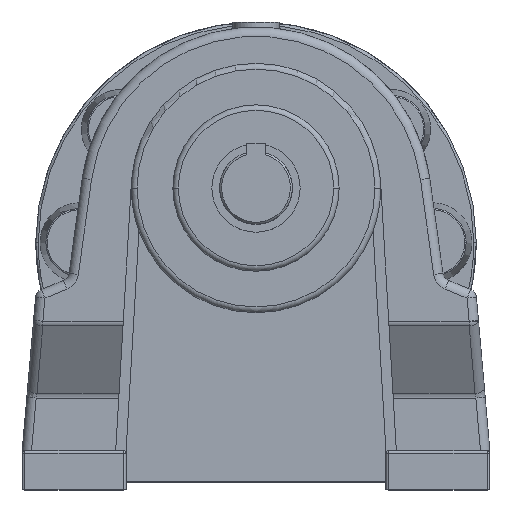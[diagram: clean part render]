
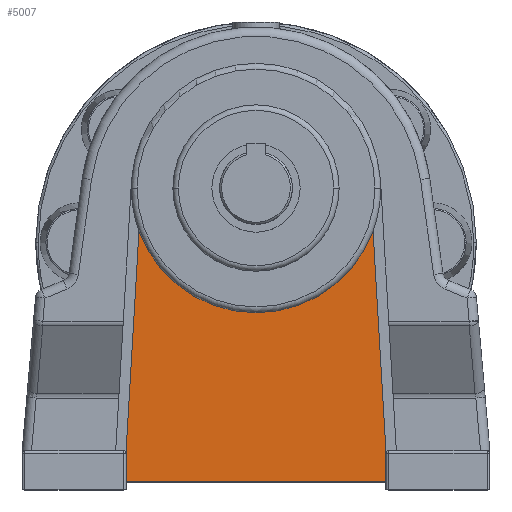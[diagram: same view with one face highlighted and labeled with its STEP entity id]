
A CAD part, top view. The second image highlights one B-rep face of the part: STEP entity #5007.
In plain terms, the highlighted planar face has unit normal (0, 0, 1).
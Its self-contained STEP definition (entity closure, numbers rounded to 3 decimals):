
#234 = EDGE_CURVE ( 'NONE', #7326, #5661, #6621, .T. ) ;
#551 = VECTOR ( 'NONE', #1972, 1000. ) ;
#683 = CARTESIAN_POINT ( 'NONE',  ( -50., -113., -10.417 ) ) ;
#793 = FACE_OUTER_BOUND ( 'NONE', #3709, .T. ) ;
#1000 = CARTESIAN_POINT ( 'NONE',  ( 50., -113., -10.417 ) ) ;
#1142 = CARTESIAN_POINT ( 'NONE',  ( 0., 0., -10.417 ) ) ;
#1268 = ORIENTED_EDGE ( 'NONE', *, *, #6688, .T. ) ;
#1349 = CARTESIAN_POINT ( 'NONE',  ( -50., -113., -10.417 ) ) ;
#1548 = LINE ( 'NONE', #1349, #551 ) ;
#1771 = CIRCLE ( 'NONE', #8205, 48. ) ;
#1828 = ORIENTED_EDGE ( 'NONE', *, *, #7294, .T. ) ;
#1972 = DIRECTION ( 'NONE',  ( 1., 0., 0. ) ) ;
#1997 = CARTESIAN_POINT ( 'NONE',  ( -45.053, -16.561, -10.417 ) ) ;
#2343 = VECTOR ( 'NONE', #5301, 1000. ) ;
#2862 = CARTESIAN_POINT ( 'NONE',  ( -50., -101., -10.417 ) ) ;
#2962 = CARTESIAN_POINT ( 'NONE',  ( 45.053, -16.561, -10.417 ) ) ;
#2966 = VERTEX_POINT ( 'NONE', #1000 ) ;
#2995 = EDGE_CURVE ( 'NONE', #5257, #7326, #1771, .T. ) ;
#3030 = CARTESIAN_POINT ( 'NONE',  ( 50., -113., -10.417 ) ) ;
#3120 = VECTOR ( 'NONE', #4581, 1000. ) ;
#3573 = DIRECTION ( 'NONE',  ( 0., 0., -1. ) ) ;
#3606 = PLANE ( 'NONE',  #7734 ) ;
#3656 = VERTEX_POINT ( 'NONE', #6306 ) ;
#3709 = EDGE_LOOP ( 'NONE', ( #1268, #1828, #5604, #5287, #5955, #4778 ) ) ;
#3722 = DIRECTION ( 'NONE',  ( 0., 1., 0. ) ) ;
#4220 = CARTESIAN_POINT ( 'NONE',  ( 50., -101., -10.417 ) ) ;
#4380 = LINE ( 'NONE', #3030, #7275 ) ;
#4522 = CARTESIAN_POINT ( 'NONE',  ( -45.053, -16.561, -10.417 ) ) ;
#4581 = DIRECTION ( 'NONE',  ( -0.058, -0.998, 0. ) ) ;
#4740 = VERTEX_POINT ( 'NONE', #683 ) ;
#4778 = ORIENTED_EDGE ( 'NONE', *, *, #234, .T. ) ;
#4861 = EDGE_CURVE ( 'NONE', #3656, #5257, #5709, .T. ) ;
#5007 = ADVANCED_FACE ( 'NONE', ( #793 ), #3606, .T. ) ;
#5257 = VERTEX_POINT ( 'NONE', #2962 ) ;
#5287 = ORIENTED_EDGE ( 'NONE', *, *, #4861, .T. ) ;
#5301 = DIRECTION ( 'NONE',  ( 0., -1., 0. ) ) ;
#5560 = LINE ( 'NONE', #6461, #2343 ) ;
#5604 = ORIENTED_EDGE ( 'NONE', *, *, #6091, .T. ) ;
#5661 = VERTEX_POINT ( 'NONE', #2862 ) ;
#5709 = LINE ( 'NONE', #4220, #8012 ) ;
#5955 = ORIENTED_EDGE ( 'NONE', *, *, #2995, .T. ) ;
#6091 = EDGE_CURVE ( 'NONE', #2966, #3656, #4380, .T. ) ;
#6306 = CARTESIAN_POINT ( 'NONE',  ( 50., -101., -10.417 ) ) ;
#6461 = CARTESIAN_POINT ( 'NONE',  ( -50., -101., -10.417 ) ) ;
#6621 = LINE ( 'NONE', #4522, #3120 ) ;
#6688 = EDGE_CURVE ( 'NONE', #5661, #4740, #5560, .T. ) ;
#6896 = DIRECTION ( 'NONE',  ( 0., 0., 1. ) ) ;
#7275 = VECTOR ( 'NONE', #3722, 1000. ) ;
#7294 = EDGE_CURVE ( 'NONE', #4740, #2966, #1548, .T. ) ;
#7326 = VERTEX_POINT ( 'NONE', #1997 ) ;
#7551 = DIRECTION ( 'NONE',  ( 1., 0., 0. ) ) ;
#7734 = AXIS2_PLACEMENT_3D ( 'NONE', #1142, #6896, #7551 ) ;
#7976 = CARTESIAN_POINT ( 'NONE',  ( 0., 0., -10.417 ) ) ;
#8008 = DIRECTION ( 'NONE',  ( 1., 0., 0. ) ) ;
#8012 = VECTOR ( 'NONE', #8061, 1000. ) ;
#8061 = DIRECTION ( 'NONE',  ( -0.058, 0.998, 0. ) ) ;
#8205 = AXIS2_PLACEMENT_3D ( 'NONE', #7976, #3573, #8008 ) ;
